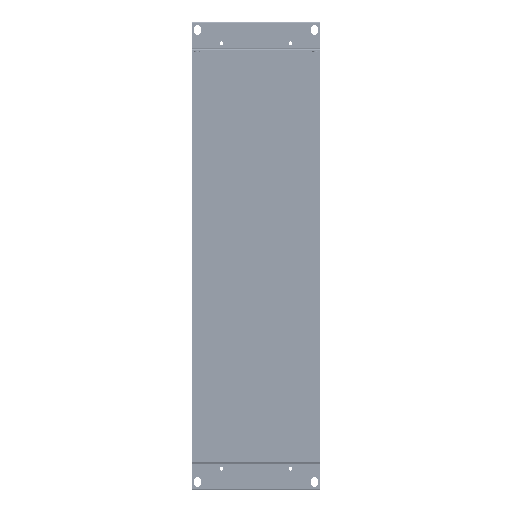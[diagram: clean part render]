
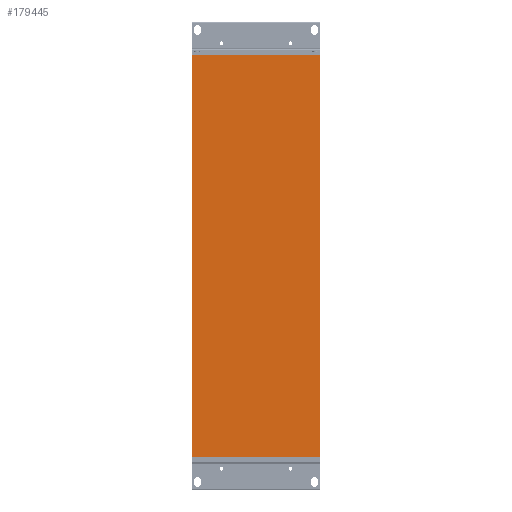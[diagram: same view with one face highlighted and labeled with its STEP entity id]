
A CAD part, left-side view. The second image highlights one B-rep face of the part: STEP entity #179445.
In plain terms, the highlighted planar face has unit normal (-1, 0, 0).
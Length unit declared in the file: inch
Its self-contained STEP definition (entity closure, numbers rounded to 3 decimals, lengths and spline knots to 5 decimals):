
#4243 = DIRECTION ( 'NONE',  ( 0., 0., 1. ) ) ;
#4672 = EDGE_CURVE ( 'NONE', #166446, #123401, #179049, .T. ) ;
#11677 = DIRECTION ( 'NONE',  ( -1., 0., 0. ) ) ;
#16689 = VECTOR ( 'NONE', #175682, 39.37008 ) ;
#19357 = EDGE_CURVE ( 'NONE', #59055, #113910, #72173, .T. ) ;
#21616 = ORIENTED_EDGE ( 'NONE', *, *, #4672, .T. ) ;
#29332 = DIRECTION ( 'NONE',  ( 0., -1., 0. ) ) ;
#37935 = ORIENTED_EDGE ( 'NONE', *, *, #57579, .T. ) ;
#52558 = VECTOR ( 'NONE', #29332, 39.37008 ) ;
#57579 = EDGE_CURVE ( 'NONE', #113910, #166446, #169565, .T. ) ;
#59055 = VERTEX_POINT ( 'NONE', #86711 ) ;
#61598 = ORIENTED_EDGE ( 'NONE', *, *, #19357, .T. ) ;
#65471 = VECTOR ( 'NONE', #89632, 39.37008 ) ;
#72173 = LINE ( 'NONE', #198015, #65471 ) ;
#79938 = CARTESIAN_POINT ( 'NONE',  ( 0., 2.61, -8.1752 ) ) ;
#84256 = CARTESIAN_POINT ( 'NONE',  ( 0., -2.61, -8.1752 ) ) ;
#86711 = CARTESIAN_POINT ( 'NONE',  ( 0., 2.61, 8.1752 ) ) ;
#89632 = DIRECTION ( 'NONE',  ( 0., 0., -1. ) ) ;
#95989 = LINE ( 'NONE', #113304, #16689 ) ;
#101820 = PLANE ( 'NONE',  #146079 ) ;
#105837 = DIRECTION ( 'NONE',  ( 0., 0., -1. ) ) ;
#113304 = CARTESIAN_POINT ( 'NONE',  ( 0., 2.61, 8.1752 ) ) ;
#113910 = VERTEX_POINT ( 'NONE', #79938 ) ;
#123401 = VERTEX_POINT ( 'NONE', #128142 ) ;
#128142 = CARTESIAN_POINT ( 'NONE',  ( 0., -2.61, 8.1752 ) ) ;
#130508 = FACE_OUTER_BOUND ( 'NONE', #178158, .T. ) ;
#138597 = CARTESIAN_POINT ( 'NONE',  ( 0., 2.61, 0. ) ) ;
#145503 = CARTESIAN_POINT ( 'NONE',  ( 0., -2.61, 0. ) ) ;
#146079 = AXIS2_PLACEMENT_3D ( 'NONE', #138597, #11677, #105837 ) ;
#147786 = VECTOR ( 'NONE', #4243, 39.37008 ) ;
#166446 = VERTEX_POINT ( 'NONE', #84256 ) ;
#169565 = LINE ( 'NONE', #199135, #52558 ) ;
#175682 = DIRECTION ( 'NONE',  ( 0., 1., 0. ) ) ;
#178158 = EDGE_LOOP ( 'NONE', ( #37935, #21616, #182055, #61598 ) ) ;
#179049 = LINE ( 'NONE', #145503, #147786 ) ;
#179445 = ADVANCED_FACE ( 'NONE', ( #130508 ), #101820, .T. ) ;
#182055 = ORIENTED_EDGE ( 'NONE', *, *, #202026, .T. ) ;
#198015 = CARTESIAN_POINT ( 'NONE',  ( 0., 2.61, 0. ) ) ;
#199135 = CARTESIAN_POINT ( 'NONE',  ( 0., 2.61, -8.1752 ) ) ;
#202026 = EDGE_CURVE ( 'NONE', #123401, #59055, #95989, .T. ) ;
